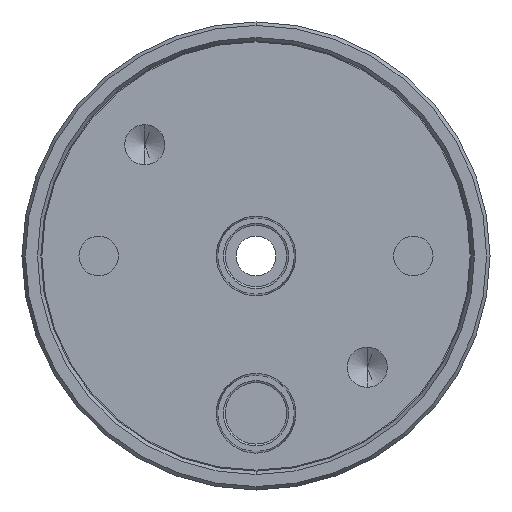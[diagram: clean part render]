
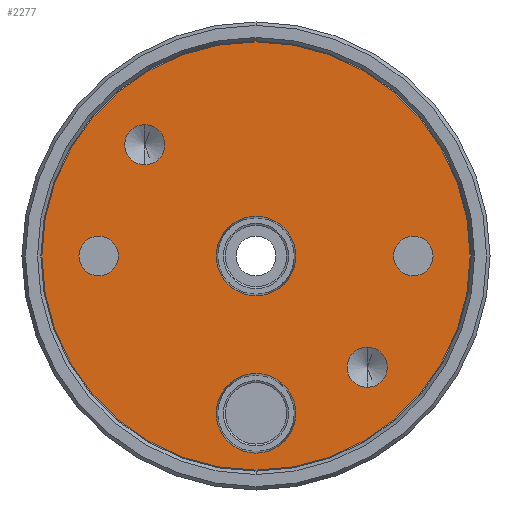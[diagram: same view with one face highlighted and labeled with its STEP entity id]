
A CAD part, front view. The second image highlights one B-rep face of the part: STEP entity #2277.
In plain terms, the highlighted planar face has unit normal (0, -1, 0).
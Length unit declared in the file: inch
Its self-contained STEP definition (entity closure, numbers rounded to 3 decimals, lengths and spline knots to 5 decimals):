
#24 = CIRCLE ( 'NONE', #1122, 0.1005 ) ;
#42 = AXIS2_PLACEMENT_3D ( 'NONE', #2859, #2254, #1746 ) ;
#60 = AXIS2_PLACEMENT_3D ( 'NONE', #662, #1062, #442 ) ;
#62 = ORIENTED_EDGE ( 'NONE', *, *, #2382, .F. ) ;
#68 = CARTESIAN_POINT ( 'NONE',  ( 0.56569, 0., -0.46412 ) ) ;
#136 = EDGE_CURVE ( 'NONE', #814, #626, #2821, .T. ) ;
#140 = VERTEX_POINT ( 'NONE', #2262 ) ;
#148 = EDGE_CURVE ( 'NONE', #553, #1518, #449, .T. ) ;
#161 = FACE_BOUND ( 'NONE', #1292, .T. ) ;
#163 = CARTESIAN_POINT ( 'NONE',  ( -0.8, 0., 0.1005 ) ) ;
#180 = CARTESIAN_POINT ( 'NONE',  ( 0.8, 0., -0.1005 ) ) ;
#239 = CARTESIAN_POINT ( 'NONE',  ( -0.8, 0., 0. ) ) ;
#243 = DIRECTION ( 'NONE',  ( 0., 0., -1. ) ) ;
#249 = EDGE_CURVE ( 'NONE', #2450, #2697, #1539, .T. ) ;
#281 = EDGE_CURVE ( 'NONE', #984, #2735, #1209, .T. ) ;
#284 = ORIENTED_EDGE ( 'NONE', *, *, #148, .T. ) ;
#337 = ORIENTED_EDGE ( 'NONE', *, *, #2857, .F. ) ;
#366 = CIRCLE ( 'NONE', #42, 0.2025 ) ;
#404 = AXIS2_PLACEMENT_3D ( 'NONE', #1011, #1906, #772 ) ;
#408 = EDGE_CURVE ( 'NONE', #626, #814, #925, .T. ) ;
#420 = CIRCLE ( 'NONE', #2139, 0.10156 ) ;
#442 = DIRECTION ( 'NONE',  ( 0., 0., 1. ) ) ;
#449 = CIRCLE ( 'NONE', #1538, 1.089 ) ;
#474 = EDGE_LOOP ( 'NONE', ( #961, #1825 ) ) ;
#475 = EDGE_CURVE ( 'NONE', #2735, #984, #24, .T. ) ;
#513 = ORIENTED_EDGE ( 'NONE', *, *, #1896, .F. ) ;
#524 = CARTESIAN_POINT ( 'NONE',  ( 0.56569, 0., -0.66725 ) ) ;
#553 = VERTEX_POINT ( 'NONE', #2356 ) ;
#579 = CARTESIAN_POINT ( 'NONE',  ( -0.56569, 0., 0.46412 ) ) ;
#626 = VERTEX_POINT ( 'NONE', #68 ) ;
#659 = VERTEX_POINT ( 'NONE', #2147 ) ;
#662 = CARTESIAN_POINT ( 'NONE',  ( 0.56569, 0., -0.56569 ) ) ;
#671 = DIRECTION ( 'NONE',  ( 0., -1., 0. ) ) ;
#698 = DIRECTION ( 'NONE',  ( 0., 0., 1. ) ) ;
#721 = DIRECTION ( 'NONE',  ( 0., 0., 1. ) ) ;
#760 = DIRECTION ( 'NONE',  ( 0., -1., 0. ) ) ;
#772 = DIRECTION ( 'NONE',  ( 0., 0., 1. ) ) ;
#790 = AXIS2_PLACEMENT_3D ( 'NONE', #2671, #2942, #1524 ) ;
#793 = CARTESIAN_POINT ( 'NONE',  ( 0., 0., 0. ) ) ;
#814 = VERTEX_POINT ( 'NONE', #524 ) ;
#824 = DIRECTION ( 'NONE',  ( 0., -1., 0. ) ) ;
#908 = PLANE ( 'NONE',  #2789 ) ;
#925 = CIRCLE ( 'NONE', #1680, 0.10156 ) ;
#936 = CIRCLE ( 'NONE', #404, 0.10156 ) ;
#959 = CARTESIAN_POINT ( 'NONE',  ( 0.8, 0., 0. ) ) ;
#961 = ORIENTED_EDGE ( 'NONE', *, *, #408, .F. ) ;
#984 = VERTEX_POINT ( 'NONE', #2537 ) ;
#1011 = CARTESIAN_POINT ( 'NONE',  ( -0.56569, 0., 0.56569 ) ) ;
#1057 = EDGE_CURVE ( 'NONE', #2767, #2506, #936, .T. ) ;
#1062 = DIRECTION ( 'NONE',  ( 0., -1., 0. ) ) ;
#1082 = FACE_BOUND ( 'NONE', #2833, .T. ) ;
#1086 = AXIS2_PLACEMENT_3D ( 'NONE', #239, #2066, #2558 ) ;
#1122 = AXIS2_PLACEMENT_3D ( 'NONE', #959, #760, #1872 ) ;
#1136 = CARTESIAN_POINT ( 'NONE',  ( 0.56569, 0., -0.56569 ) ) ;
#1141 = DIRECTION ( 'NONE',  ( 0., -1., 0. ) ) ;
#1209 = CIRCLE ( 'NONE', #1490, 0.1005 ) ;
#1262 = VERTEX_POINT ( 'NONE', #1456 ) ;
#1275 = ORIENTED_EDGE ( 'NONE', *, *, #475, .F. ) ;
#1292 = EDGE_LOOP ( 'NONE', ( #2753, #1275 ) ) ;
#1298 = FACE_BOUND ( 'NONE', #474, .T. ) ;
#1363 = CIRCLE ( 'NONE', #2698, 0.2025 ) ;
#1424 = CARTESIAN_POINT ( 'NONE',  ( 0.8, 0., 0. ) ) ;
#1456 = CARTESIAN_POINT ( 'NONE',  ( 0., 0., -1.0025 ) ) ;
#1479 = DIRECTION ( 'NONE',  ( 0., -1., 0. ) ) ;
#1490 = AXIS2_PLACEMENT_3D ( 'NONE', #1424, #2340, #721 ) ;
#1518 = VERTEX_POINT ( 'NONE', #1597 ) ;
#1524 = DIRECTION ( 'NONE',  ( 0., 0., 1. ) ) ;
#1532 = EDGE_LOOP ( 'NONE', ( #1762, #284 ) ) ;
#1537 = DIRECTION ( 'NONE',  ( 0., 0., 1. ) ) ;
#1538 = AXIS2_PLACEMENT_3D ( 'NONE', #2019, #2646, #2920 ) ;
#1539 = CIRCLE ( 'NONE', #2638, 0.1005 ) ;
#1566 = DIRECTION ( 'NONE',  ( 0., 0., 1. ) ) ;
#1597 = CARTESIAN_POINT ( 'NONE',  ( 0., 0., 1.089 ) ) ;
#1680 = AXIS2_PLACEMENT_3D ( 'NONE', #1136, #671, #698 ) ;
#1689 = EDGE_LOOP ( 'NONE', ( #62, #2379 ) ) ;
#1696 = DIRECTION ( 'NONE',  ( 0., -1., 0. ) ) ;
#1742 = CARTESIAN_POINT ( 'NONE',  ( 0., 0., 0. ) ) ;
#1746 = DIRECTION ( 'NONE',  ( 0., 0., 1. ) ) ;
#1762 = ORIENTED_EDGE ( 'NONE', *, *, #1899, .T. ) ;
#1775 = DIRECTION ( 'NONE',  ( 0., -1., 0. ) ) ;
#1789 = FACE_BOUND ( 'NONE', #1689, .T. ) ;
#1825 = ORIENTED_EDGE ( 'NONE', *, *, #136, .F. ) ;
#1836 = VERTEX_POINT ( 'NONE', #2175 ) ;
#1872 = DIRECTION ( 'NONE',  ( 0., 0., 1. ) ) ;
#1896 = EDGE_CURVE ( 'NONE', #2506, #2767, #420, .T. ) ;
#1899 = EDGE_CURVE ( 'NONE', #1518, #553, #2880, .T. ) ;
#1906 = DIRECTION ( 'NONE',  ( 0., -1., 0. ) ) ;
#1907 = ORIENTED_EDGE ( 'NONE', *, *, #2081, .F. ) ;
#1992 = CARTESIAN_POINT ( 'NONE',  ( -0.56569, 0., 0.56569 ) ) ;
#1993 = FACE_OUTER_BOUND ( 'NONE', #1532, .T. ) ;
#2010 = DIRECTION ( 'NONE',  ( 0., 1., 0. ) ) ;
#2016 = ORIENTED_EDGE ( 'NONE', *, *, #2243, .F. ) ;
#2019 = CARTESIAN_POINT ( 'NONE',  ( 0., 0., 0. ) ) ;
#2052 = DIRECTION ( 'NONE',  ( 0., 0., 1. ) ) ;
#2066 = DIRECTION ( 'NONE',  ( 0., -1., 0. ) ) ;
#2081 = EDGE_CURVE ( 'NONE', #2697, #2450, #2509, .T. ) ;
#2133 = CARTESIAN_POINT ( 'NONE',  ( -0.8, 0., -0.1005 ) ) ;
#2139 = AXIS2_PLACEMENT_3D ( 'NONE', #1992, #1479, #2396 ) ;
#2147 = CARTESIAN_POINT ( 'NONE',  ( 0., 0., -0.5975 ) ) ;
#2151 = ORIENTED_EDGE ( 'NONE', *, *, #249, .F. ) ;
#2173 = EDGE_CURVE ( 'NONE', #140, #1836, #2559, .T. ) ;
#2175 = CARTESIAN_POINT ( 'NONE',  ( 0., 0., 0.2025 ) ) ;
#2197 = EDGE_LOOP ( 'NONE', ( #2344, #513 ) ) ;
#2243 = EDGE_CURVE ( 'NONE', #1262, #659, #2367, .T. ) ;
#2254 = DIRECTION ( 'NONE',  ( 0., -1., 0. ) ) ;
#2262 = CARTESIAN_POINT ( 'NONE',  ( 0., 0., -0.2025 ) ) ;
#2277 = ADVANCED_FACE ( 'NONE', ( #1298, #2682, #161, #1082, #1789, #2476, #1993 ), #908, .F. ) ;
#2299 = CARTESIAN_POINT ( 'NONE',  ( 0., 0., 0. ) ) ;
#2340 = DIRECTION ( 'NONE',  ( 0., -1., 0. ) ) ;
#2344 = ORIENTED_EDGE ( 'NONE', *, *, #1057, .F. ) ;
#2356 = CARTESIAN_POINT ( 'NONE',  ( 0., 0., -1.089 ) ) ;
#2367 = CIRCLE ( 'NONE', #790, 0.2025 ) ;
#2379 = ORIENTED_EDGE ( 'NONE', *, *, #2173, .F. ) ;
#2382 = EDGE_CURVE ( 'NONE', #1836, #140, #1363, .T. ) ;
#2396 = DIRECTION ( 'NONE',  ( 0., 0., 1. ) ) ;
#2450 = VERTEX_POINT ( 'NONE', #2133 ) ;
#2465 = AXIS2_PLACEMENT_3D ( 'NONE', #793, #1696, #2842 ) ;
#2476 = FACE_BOUND ( 'NONE', #2787, .T. ) ;
#2493 = CARTESIAN_POINT ( 'NONE',  ( -0.56569, 0., 0.66725 ) ) ;
#2506 = VERTEX_POINT ( 'NONE', #579 ) ;
#2509 = CIRCLE ( 'NONE', #1086, 0.1005 ) ;
#2516 = AXIS2_PLACEMENT_3D ( 'NONE', #1742, #824, #1537 ) ;
#2537 = CARTESIAN_POINT ( 'NONE',  ( 0.8, 0., 0.1005 ) ) ;
#2557 = CARTESIAN_POINT ( 'NONE',  ( -0.8, 0., 0. ) ) ;
#2558 = DIRECTION ( 'NONE',  ( 0., 0., 1. ) ) ;
#2559 = CIRCLE ( 'NONE', #2465, 0.2025 ) ;
#2638 = AXIS2_PLACEMENT_3D ( 'NONE', #2557, #1141, #2052 ) ;
#2646 = DIRECTION ( 'NONE',  ( 0., -1., 0. ) ) ;
#2671 = CARTESIAN_POINT ( 'NONE',  ( 0., 0., -0.8 ) ) ;
#2682 = FACE_BOUND ( 'NONE', #2197, .T. ) ;
#2697 = VERTEX_POINT ( 'NONE', #163 ) ;
#2698 = AXIS2_PLACEMENT_3D ( 'NONE', #2928, #1775, #1566 ) ;
#2735 = VERTEX_POINT ( 'NONE', #180 ) ;
#2753 = ORIENTED_EDGE ( 'NONE', *, *, #281, .F. ) ;
#2767 = VERTEX_POINT ( 'NONE', #2493 ) ;
#2787 = EDGE_LOOP ( 'NONE', ( #337, #2016 ) ) ;
#2789 = AXIS2_PLACEMENT_3D ( 'NONE', #2299, #2010, #243 ) ;
#2821 = CIRCLE ( 'NONE', #60, 0.10156 ) ;
#2833 = EDGE_LOOP ( 'NONE', ( #1907, #2151 ) ) ;
#2842 = DIRECTION ( 'NONE',  ( 0., 0., 1. ) ) ;
#2857 = EDGE_CURVE ( 'NONE', #659, #1262, #366, .T. ) ;
#2859 = CARTESIAN_POINT ( 'NONE',  ( 0., 0., -0.8 ) ) ;
#2880 = CIRCLE ( 'NONE', #2516, 1.089 ) ;
#2920 = DIRECTION ( 'NONE',  ( 0., 0., 1. ) ) ;
#2928 = CARTESIAN_POINT ( 'NONE',  ( 0., 0., 0. ) ) ;
#2942 = DIRECTION ( 'NONE',  ( 0., -1., 0. ) ) ;
